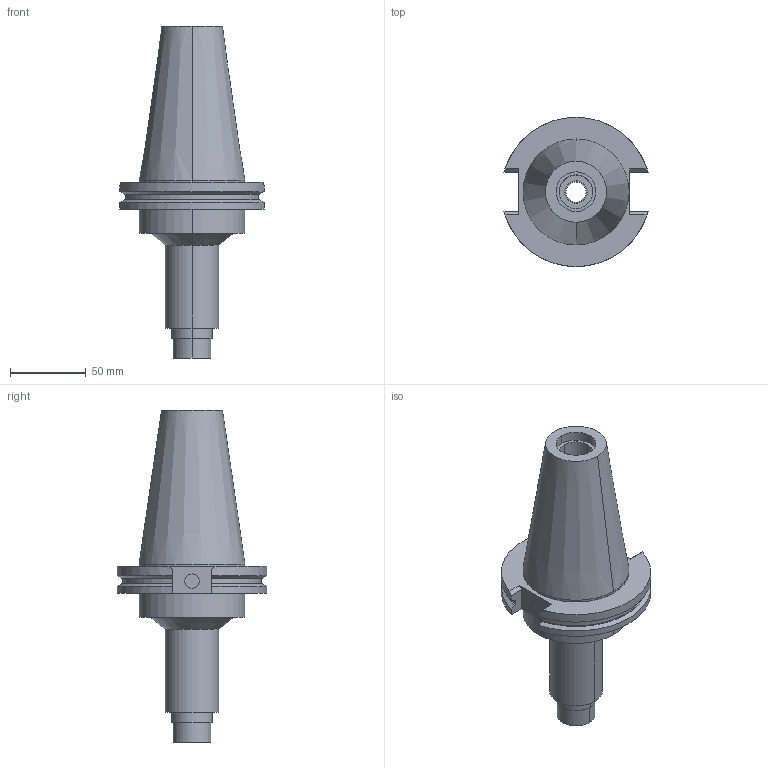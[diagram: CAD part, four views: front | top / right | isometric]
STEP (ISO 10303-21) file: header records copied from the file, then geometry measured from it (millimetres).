
FILE_DESCRIPTION((''),'2;1');
FILE_NAME('BCV50-MEGAER20-5','2018-05-15T',('ykawabe'),(''),'CREO PARAMETRIC BY PTC INC, 2016380','CREO PARAMETRIC BY PTC INC, 2016380','');
FILE_SCHEMA(('AUTOMOTIVE_DESIGN { 1 0 10303 214 1 1 1 1 }'));
Length unit declared in the file: millimetre
Products named in the file (1): BCV50-MEGAER20-5
Bounding box: 94.95 x 98.42 x 218.8 mm (x, y, z)
Volume: 441970.4 mm3; surface area: 60823.6 mm2
Topology: 1 solids, 1 shells, 67 faces, 172 edges, 118 vertices
Faces by surface type: cylinder 30, plane 27, cone 10
Entity records: 2917 total; most frequent: CARTESIAN_POINT 406, DIRECTION 390, ORIENTED_EDGE 344, PRESENTATION_STYLE_ASSIGNMENT 177, STYLED_ITEM 177, CURVE_STYLE 176, EDGE_CURVE 172, AXIS2_PLACEMENT_3D 158
